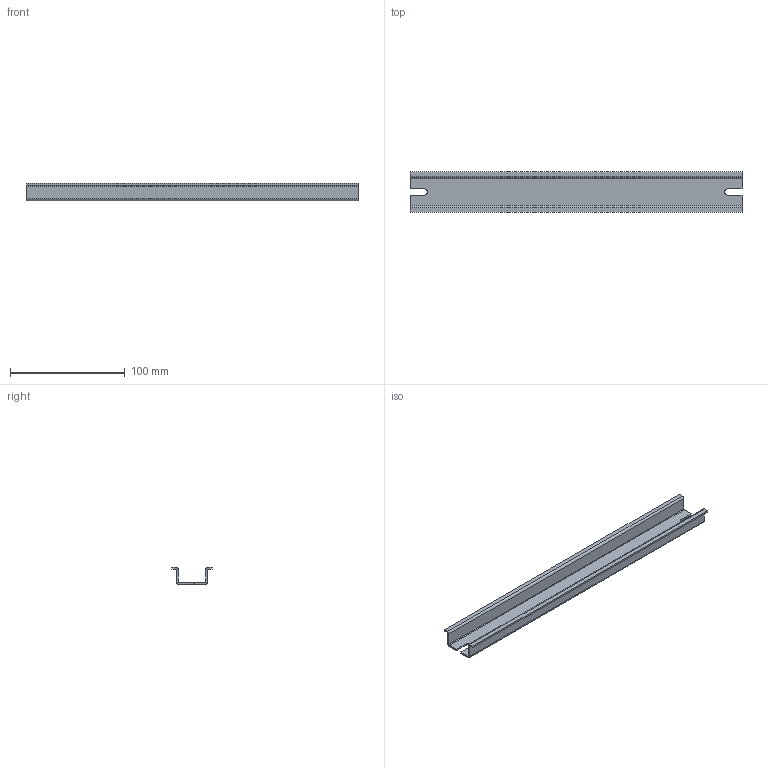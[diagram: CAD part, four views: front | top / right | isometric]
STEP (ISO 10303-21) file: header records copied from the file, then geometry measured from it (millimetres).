
FILE_DESCRIPTION(('CATIA V5 STEP Exchange','CAx-IF Rec.Pracs.--- Model Styling and Organization---1.4--- 2014-01-23'),'2;1');
FILE_NAME ('1893004-1_0_8000116370_8000116370_TS35X15_ST_KTB_3535_HOR.stp','2023-03-31T07:26:33+00:00',('none'),('Weidmueller'),'CATIA Version 5-6 Release 2016 SP3 HF44','CATIA V5 STEP AP214','none');
FILE_SCHEMA(('AUTOMOTIVE_DESIGN { 1 0 10303 214 1 1 1 1 }'));
Length unit declared in the file: millimetre
Products named in the file (1): XXXXXXXXXX TS35X7,5 ST KTB 3535 HOR
Bounding box: 289 x 35 x 15 mm (x, y, z)
Volume: 25851.6 mm3; surface area: 35384.2 mm2
Topology: 1 solids, 1 shells, 30 faces, 84 edges, 56 vertices
Faces by surface type: plane 20, cylinder 10
Entity records: 940 total; most frequent: ORIENTED_EDGE 168, CARTESIAN_POINT 165, DIRECTION 132, EDGE_CURVE 84, VECTOR 64, LINE 64, VERTEX_POINT 56, AXIS2_PLACEMENT_3D 45
